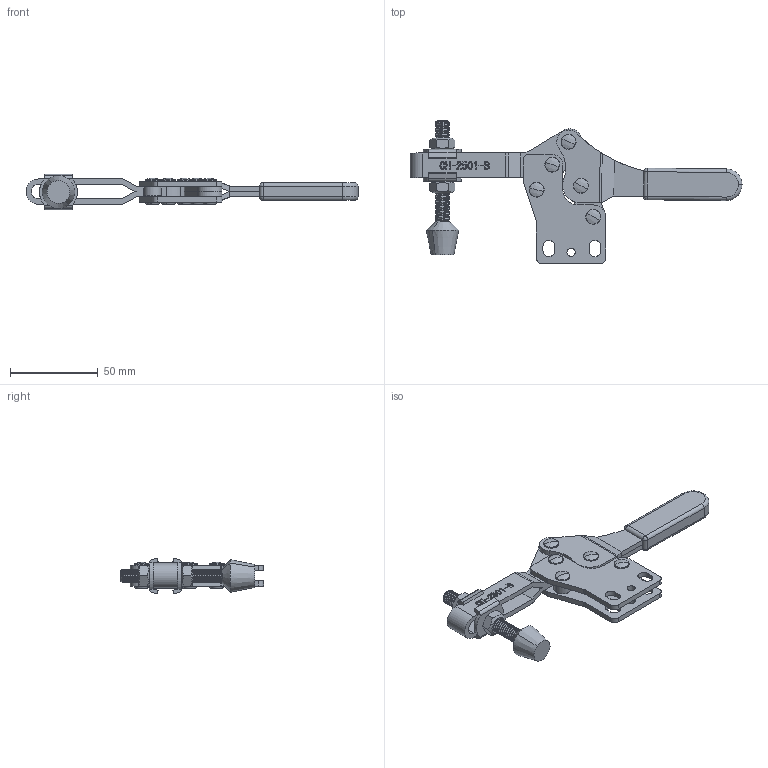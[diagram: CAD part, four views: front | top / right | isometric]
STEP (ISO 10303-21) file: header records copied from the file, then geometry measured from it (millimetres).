
FILE_DESCRIPTION (( 'STEP AP203' ), '1' );
FILE_NAME ('CH-2501-B.STEP', '2010-06-04T02:38:37', ( '·L?¥Î?' ), ( '·L?¤¤?' ), 'SwSTEP 2.0', 'SolidWorks 2005179', '' );
FILE_SCHEMA (( 'CONFIG_CONTROL_DESIGN' ));
Length unit declared in the file: millimetre
Products named in the file (12): CH-36092M-06_??; CH-2500-04_??; CH-2501-B; CH-2501-B-02_??; CH-11401-05_??; CH-FC-56300_??; CH-FC-56300-02_??; FW516_??; CH-2501-B-01_??; CH-2500-06_??; CH-2500-05_??; CH-2500-03_??
Assembly tree (20 placements, depth 2):
  CH-2501-B
    CH-2500-04_??
    CH-2500-06_??  x5
    CH-11401-05_??
    CH-36092M-06_??  x4
    FW516_??  x2
    CH-2500-05_??
    CH-2501-B-02_??
    CH-FC-56300-02_??  x2
    CH-FC-56300_??
    CH-2501-B-01_??
    CH-2500-03_??
Bounding box: 189.03 x 81.43 x 20.32 mm (x, y, z)
Volume: 49233.3 mm3; surface area: 43219.1 mm2
Topology: 23 solids, 23 shells, 2364 faces, 6715 edges, 4425 vertices
Faces by surface type: plane 1023, cylinder 1008, bspline 189, cone 76, torus 54, sphere 14
Entity records: 57702 total; most frequent: CARTESIAN_POINT 29908, ORIENTED_EDGE 6116, DIRECTION 4646, EDGE_CURVE 3058, VERTEX_POINT 2019, AXIS2_PLACEMENT_3D 1628, LINE 1390, VECTOR 1390
